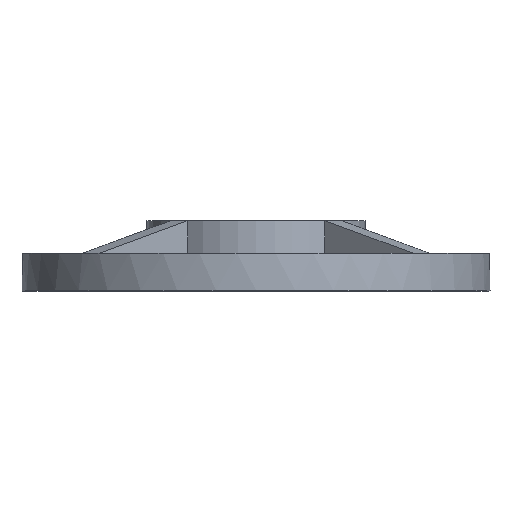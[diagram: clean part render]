
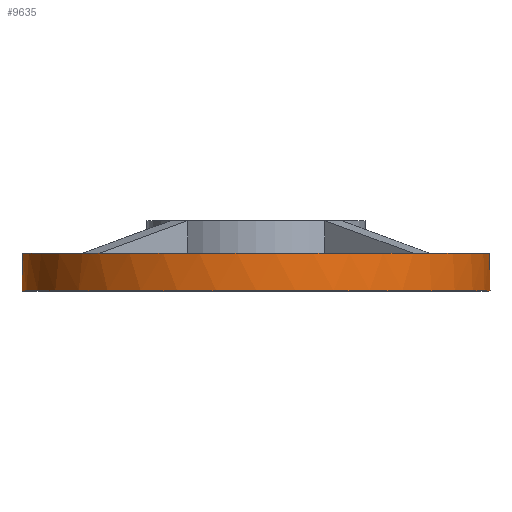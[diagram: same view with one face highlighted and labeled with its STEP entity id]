
A CAD part, top view. The second image highlights one B-rep face of the part: STEP entity #9635.
In plain terms, the highlighted cylindrical face has radius 50 mm (diameter 100 mm), a full revolution.
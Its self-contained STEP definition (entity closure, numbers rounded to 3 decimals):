
#3 = CARTESIAN_POINT ( 'NONE',  ( 37.079, 8., -33.543 ) ) ;
#18 = CIRCLE ( 'NONE', #2540, 50. ) ;
#199 = ORIENTED_EDGE ( 'NONE', *, *, #3386, .F. ) ;
#330 = VERTEX_POINT ( 'NONE', #10463 ) ;
#354 = CARTESIAN_POINT ( 'NONE',  ( -37.079, 8., 33.543 ) ) ;
#535 = DIRECTION ( 'NONE',  ( 0., 0., 1. ) ) ;
#536 = DIRECTION ( 'NONE',  ( 0., 1., 0. ) ) ;
#577 = FACE_OUTER_BOUND ( 'NONE', #3275, .T. ) ;
#587 = VERTEX_POINT ( 'NONE', #5414 ) ;
#609 = CARTESIAN_POINT ( 'NONE',  ( 0., 8., 0. ) ) ;
#713 = ORIENTED_EDGE ( 'NONE', *, *, #9941, .T. ) ;
#773 = VERTEX_POINT ( 'NONE', #7668 ) ;
#871 = CARTESIAN_POINT ( 'NONE',  ( -34.78, 8.036, -35.96 ) ) ;
#936 = ORIENTED_EDGE ( 'NONE', *, *, #4731, .F. ) ;
#957 = CARTESIAN_POINT ( 'NONE',  ( 0., 8., 0. ) ) ;
#960 = AXIS2_PLACEMENT_3D ( 'NONE', #957, #9122, #7465 ) ;
#1145 = CARTESIAN_POINT ( 'NONE',  ( 0., 8., 0. ) ) ;
#1147 = CARTESIAN_POINT ( 'NONE',  ( 33.543, 8., 37.079 ) ) ;
#1234 = AXIS2_PLACEMENT_3D ( 'NONE', #609, #1498, #6359 ) ;
#1243 = AXIS2_PLACEMENT_3D ( 'NONE', #10326, #9617, #5574 ) ;
#1371 = VERTEX_POINT ( 'NONE', #9775 ) ;
#1441 =( BOUNDED_CURVE ( )  B_SPLINE_CURVE ( 3, ( #9201, #9065, #871, #6618 ),
 .UNSPECIFIED., .F., .T. ) 
 B_SPLINE_CURVE_WITH_KNOTS ( ( 4, 4 ),
 ( 3.092, 3.192 ),
 .UNSPECIFIED. ) 
 CURVE ( )  GEOMETRIC_REPRESENTATION_ITEM ( )  RATIONAL_B_SPLINE_CURVE ( ( 1., 0.999, 0.999, 1. ) ) 
 REPRESENTATION_ITEM ( '' )  );
#1498 = DIRECTION ( 'NONE',  ( 0., 1., 0. ) ) ;
#1501 = CARTESIAN_POINT ( 'NONE',  ( 0., 8., 0. ) ) ;
#1573 = VERTEX_POINT ( 'NONE', #2029 ) ;
#1833 = CARTESIAN_POINT ( 'NONE',  ( 37.079, 8., 33.543 ) ) ;
#2029 = CARTESIAN_POINT ( 'NONE',  ( 33.543, 8., 37.079 ) ) ;
#2373 =( BOUNDED_CURVE ( )  B_SPLINE_CURVE ( 3, ( #7879, #2953, #8614, #354 ),
 .UNSPECIFIED., .F., .T. ) 
 B_SPLINE_CURVE_WITH_KNOTS ( ( 4, 4 ),
 ( 3.092, 3.192 ),
 .UNSPECIFIED. ) 
 CURVE ( )  GEOMETRIC_REPRESENTATION_ITEM ( )  RATIONAL_B_SPLINE_CURVE ( ( 1., 0.999, 0.999, 1. ) ) 
 REPRESENTATION_ITEM ( '' )  );
#2540 = AXIS2_PLACEMENT_3D ( 'NONE', #1145, #9346, #2763 ) ;
#2628 = EDGE_CURVE ( 'NONE', #330, #5814, #1441, .T. ) ;
#2763 = DIRECTION ( 'NONE',  ( 0., 0., 1. ) ) ;
#2855 = VERTEX_POINT ( 'NONE', #5171 ) ;
#2953 = CARTESIAN_POINT ( 'NONE',  ( -34.78, 8.036, 35.96 ) ) ;
#3140 = EDGE_CURVE ( 'NONE', #2855, #2855, #10309, .T. ) ;
#3275 = EDGE_LOOP ( 'NONE', ( #199, #8148, #9689, #10317, #7421, #9293, #936, #713 ) ) ;
#3386 = EDGE_CURVE ( 'NONE', #587, #1573, #6957, .T. ) ;
#3515 = CARTESIAN_POINT ( 'NONE',  ( 37.079, 8., 33.543 ) ) ;
#3789 = CARTESIAN_POINT ( 'NONE',  ( 0., 0., 0. ) ) ;
#3861 = DIRECTION ( 'NONE',  ( 0., 1., 0. ) ) ;
#4028 = VERTEX_POINT ( 'NONE', #1833 ) ;
#4053 = EDGE_CURVE ( 'NONE', #330, #773, #18, .T. ) ;
#4160 = CARTESIAN_POINT ( 'NONE',  ( 33.543, 8., -37.079 ) ) ;
#4613 =( BOUNDED_CURVE ( )  B_SPLINE_CURVE ( 3, ( #4160, #8222, #9845, #3 ),
 .UNSPECIFIED., .F., .F. ) 
 B_SPLINE_CURVE_WITH_KNOTS ( ( 4, 4 ),
 ( 3.092, 3.192 ),
 .UNSPECIFIED. ) 
 CURVE ( )  GEOMETRIC_REPRESENTATION_ITEM ( )  RATIONAL_B_SPLINE_CURVE ( ( 1., 0.999, 0.999, 1. ) ) 
 REPRESENTATION_ITEM ( '' )  );
#4731 = EDGE_CURVE ( 'NONE', #4028, #1371, #7065, .T. ) ;
#4969 = FACE_OUTER_BOUND ( 'NONE', #8309, .T. ) ;
#5018 = CIRCLE ( 'NONE', #7239, 50. ) ;
#5101 =( BOUNDED_CURVE ( )  B_SPLINE_CURVE ( 3, ( #3515, #6088, #9275, #1147 ),
 .UNSPECIFIED., .F., .T. ) 
 B_SPLINE_CURVE_WITH_KNOTS ( ( 4, 4 ),
 ( 3.092, 3.192 ),
 .UNSPECIFIED. ) 
 CURVE ( )  GEOMETRIC_REPRESENTATION_ITEM ( )  RATIONAL_B_SPLINE_CURVE ( ( 1., 0.999, 0.999, 1. ) ) 
 REPRESENTATION_ITEM ( '' )  );
#5171 = CARTESIAN_POINT ( 'NONE',  ( 0., 0., 50. ) ) ;
#5214 = CARTESIAN_POINT ( 'NONE',  ( 33.543, 8., -37.079 ) ) ;
#5414 = CARTESIAN_POINT ( 'NONE',  ( -33.543, 8., 37.079 ) ) ;
#5574 = DIRECTION ( 'NONE',  ( 0., 0., -1. ) ) ;
#5732 = EDGE_CURVE ( 'NONE', #8781, #5814, #5018, .T. ) ;
#5814 = VERTEX_POINT ( 'NONE', #7320 ) ;
#6088 = CARTESIAN_POINT ( 'NONE',  ( 35.96, 8.036, 34.78 ) ) ;
#6359 = DIRECTION ( 'NONE',  ( 0., 0., 1. ) ) ;
#6446 = EDGE_CURVE ( 'NONE', #587, #773, #2373, .T. ) ;
#6618 = CARTESIAN_POINT ( 'NONE',  ( -33.543, 8., -37.079 ) ) ;
#6957 = CIRCLE ( 'NONE', #960, 50. ) ;
#7065 = CIRCLE ( 'NONE', #1234, 50. ) ;
#7089 = ORIENTED_EDGE ( 'NONE', *, *, #3140, .T. ) ;
#7239 = AXIS2_PLACEMENT_3D ( 'NONE', #1501, #3861, #535 ) ;
#7320 = CARTESIAN_POINT ( 'NONE',  ( -33.543, 8., -37.079 ) ) ;
#7421 = ORIENTED_EDGE ( 'NONE', *, *, #5732, .F. ) ;
#7465 = DIRECTION ( 'NONE',  ( 0., 0., 1. ) ) ;
#7668 = CARTESIAN_POINT ( 'NONE',  ( -37.079, 8., 33.543 ) ) ;
#7879 = CARTESIAN_POINT ( 'NONE',  ( -33.543, 8., 37.079 ) ) ;
#8043 = DIRECTION ( 'NONE',  ( 0., 0., 1. ) ) ;
#8148 = ORIENTED_EDGE ( 'NONE', *, *, #6446, .T. ) ;
#8151 = CYLINDRICAL_SURFACE ( 'NONE', #1243, 50. ) ;
#8222 = CARTESIAN_POINT ( 'NONE',  ( 34.78, 8.036, -35.96 ) ) ;
#8309 = EDGE_LOOP ( 'NONE', ( #7089 ) ) ;
#8614 = CARTESIAN_POINT ( 'NONE',  ( -35.96, 8.036, 34.78 ) ) ;
#8714 = EDGE_CURVE ( 'NONE', #8781, #1371, #4613, .T. ) ;
#8781 = VERTEX_POINT ( 'NONE', #5214 ) ;
#9065 = CARTESIAN_POINT ( 'NONE',  ( -35.96, 8.036, -34.78 ) ) ;
#9122 = DIRECTION ( 'NONE',  ( 0., 1., 0. ) ) ;
#9201 = CARTESIAN_POINT ( 'NONE',  ( -37.079, 8., -33.543 ) ) ;
#9275 = CARTESIAN_POINT ( 'NONE',  ( 34.78, 8.036, 35.96 ) ) ;
#9293 = ORIENTED_EDGE ( 'NONE', *, *, #8714, .T. ) ;
#9346 = DIRECTION ( 'NONE',  ( 0., 1., 0. ) ) ;
#9571 = AXIS2_PLACEMENT_3D ( 'NONE', #3789, #536, #8043 ) ;
#9617 = DIRECTION ( 'NONE',  ( 0., -1., 0. ) ) ;
#9635 = ADVANCED_FACE ( 'NONE', ( #577, #4969 ), #8151, .T. ) ;
#9689 = ORIENTED_EDGE ( 'NONE', *, *, #4053, .F. ) ;
#9775 = CARTESIAN_POINT ( 'NONE',  ( 37.079, 8., -33.543 ) ) ;
#9845 = CARTESIAN_POINT ( 'NONE',  ( 35.96, 8.036, -34.78 ) ) ;
#9941 = EDGE_CURVE ( 'NONE', #4028, #1573, #5101, .T. ) ;
#10309 = CIRCLE ( 'NONE', #9571, 50. ) ;
#10317 = ORIENTED_EDGE ( 'NONE', *, *, #2628, .T. ) ;
#10326 = CARTESIAN_POINT ( 'NONE',  ( 0., 8., 0. ) ) ;
#10463 = CARTESIAN_POINT ( 'NONE',  ( -37.079, 8., -33.543 ) ) ;
